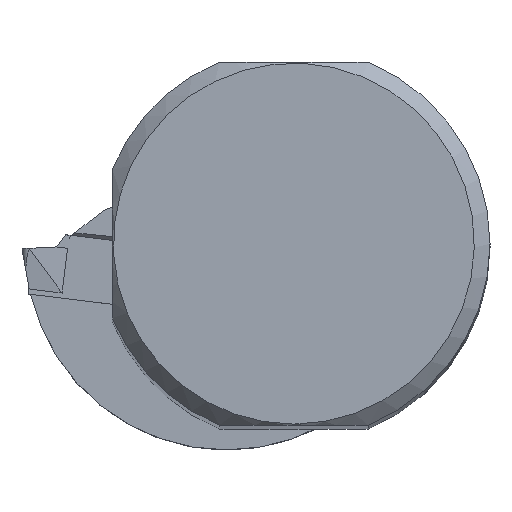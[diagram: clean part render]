
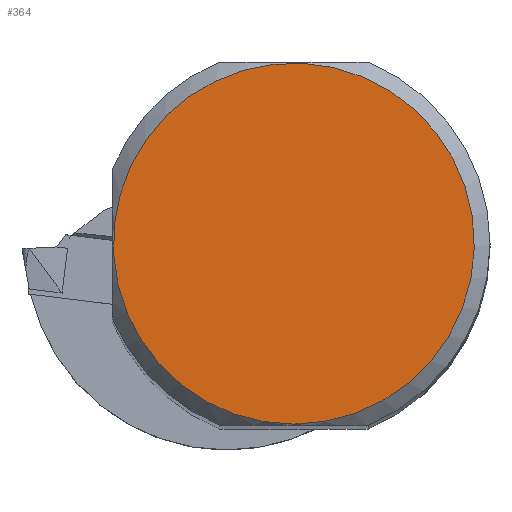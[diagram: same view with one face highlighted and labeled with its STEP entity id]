
A CAD part, top view. The second image highlights one B-rep face of the part: STEP entity #364.
In plain terms, the highlighted planar face has unit normal (0, 0, 1).
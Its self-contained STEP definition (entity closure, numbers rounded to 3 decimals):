
#364=ADVANCED_FACE('',(#486),#434,.F.);
#434=PLANE('',#1355);
#486=FACE_OUTER_BOUND('',#553,.T.);
#553=EDGE_LOOP('',(#626));
#626=ORIENTED_EDGE('',*,*,#1114,.F.);
#992=VERTEX_POINT('',#1844);
#1114=EDGE_CURVE('',#992,#992,#1297,.T.);
#1297=CIRCLE('',#1354,18.39);
#1354=AXIS2_PLACEMENT_3D('',#1843,#1477,#1478);
#1355=AXIS2_PLACEMENT_3D('',#1845,#1479,#1480);
#1477=DIRECTION('',(0.,0.,-1.));
#1478=DIRECTION('',(0.,-1.,0.));
#1479=DIRECTION('',(0.,0.,-1.));
#1480=DIRECTION('',(0.,1.,0.));
#1843=CARTESIAN_POINT('',(0.,0.,214.));
#1844=CARTESIAN_POINT('',(0.,-18.39,214.));
#1845=CARTESIAN_POINT('',(19.99,0.,214.));
